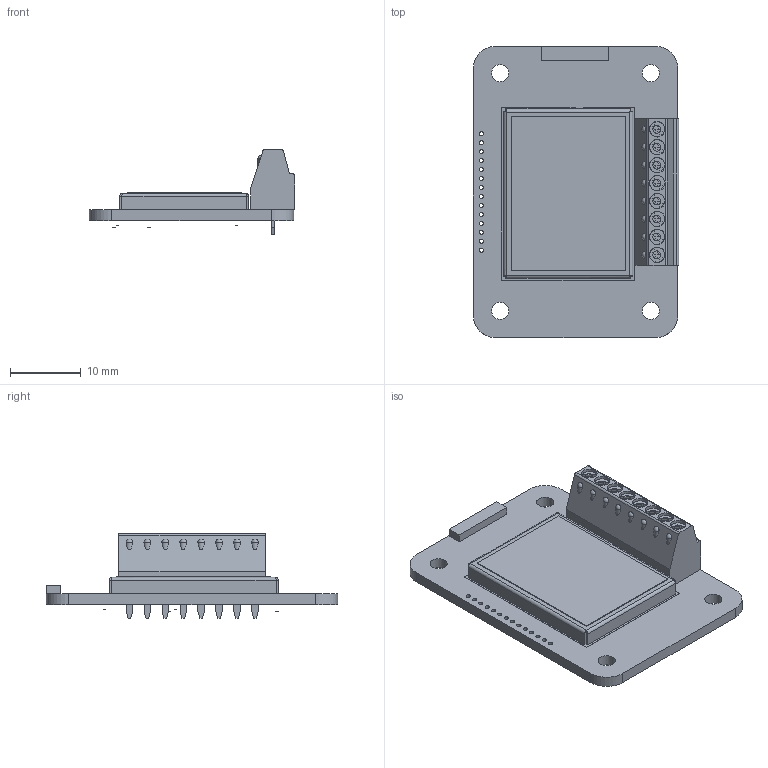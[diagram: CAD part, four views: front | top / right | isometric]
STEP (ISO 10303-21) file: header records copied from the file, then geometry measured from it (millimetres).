
FILE_DESCRIPTION(/* description */ ('','CAx-IF Rec.Pracs.---Representation and Presentation of Product Manufacturing Information (PMI)---3.8---2014-02-18'),/* implementation_level */ '2;1');
FILE_NAME(/* name */ 'TC-Link-200-OEM.stp',/* time_stamp */ '2018-07-02T14:00:04-04:00',/* author */ ('chad_thelen'),/* organization */ (''),/* preprocessor_version */ 'ST-DEVELOPER v16.5',/* originating_system */ 'Autodesk Inventor 2017',/* authorisation */ '');
FILE_SCHEMA (('AP242_MANAGED_MODEL_BASED_3D_ENGINEERING_MIM_LF { 1 0 10303 442 1 1 4 }'));
Length unit declared in the file: inch
Products named in the file (4): 3050-0036; 3050-0036_1; 3036-0172_STEP; 3050-0038
Assembly tree (3 placements, depth 2):
  3050-0036
    3050-0036_1
    3036-0172_STEP
    3050-0038
Bounding box: 29.08 x 41.27 x 12 mm (x, y, z)
Volume: 2912.8 mm3; surface area: 5750.7 mm2
Topology: 6 solids, 12 shells, 561 faces, 1335 edges, 836 vertices
Faces by surface type: plane 426, cylinder 119, sphere 8, bspline 8
Full cylindrical faces by diameter (mm): 0.457 x1, 0.508 x4, 0.6 x14, 1.1 x16, 2.1 x8, 2.2 x8, 2.438 x4
Entity records: 17009 total; most frequent: CARTESIAN_POINT 3412, DIRECTION 2708, ORIENTED_EDGE 2538, EDGE_CURVE 1272, LINE 924, VECTOR 924, AXIS2_PLACEMENT_3D 892, VERTEX_POINT 828
